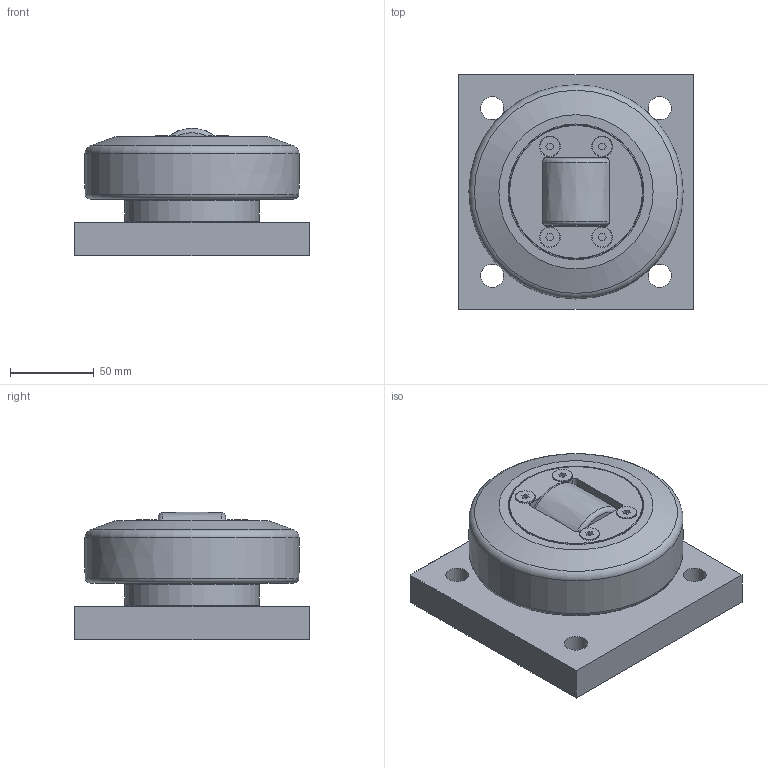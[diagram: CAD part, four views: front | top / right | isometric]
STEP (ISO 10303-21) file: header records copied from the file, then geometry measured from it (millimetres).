
FILE_DESCRIPTION(/* description */ ('-'),/* implementation_level */ '2;1');
FILE_NAME(/* name */ 'PT120-0260BQ1000.stp',/* time_stamp */ '2021-02-01T10:06:30+01:00',/* author */ ('kstaebler'),/* organization */ (''),/* preprocessor_version */ 'ST-DEVELOPER v18.1',/* originating_system */ 'Autodesk Inventor 2020',/* authorisation */ '');
FILE_SCHEMA (('AUTOMOTIVE_DESIGN { 1 0 10303 214 3 1 1 }'));
Length unit declared in the file: millimetre
Products named in the file (1): PT 120.0260 BQ1000_Kontur
Bounding box: 140 x 140 x 76 mm (x, y, z)
Volume: 807559.2 mm3; surface area: 132667 mm2
Topology: 3 solids, 3 shells, 143 faces, 423 edges, 301 vertices
Faces by surface type: plane 68, cylinder 48, cone 11, torus 9, bspline 7
Full cylindrical faces by diameter (mm): 3 x5, 4.917 x1, 11.7 x4, 13.835 x4, 22.3 x1, 29.3 x1, 33.5 x2, 69.5 x1, 71 x1, 79 x1, 79.8 x1, 80 x2, 81 x1, 84.5 x2, 87 x1, 89.5 x2, 95 x1
Entity records: 5953 total; most frequent: CARTESIAN_POINT 1768, ORIENTED_EDGE 844, DIRECTION 812, EDGE_CURVE 422, AXIS2_PLACEMENT_3D 320, VERTEX_POINT 301, EDGE_LOOP 189, CIRCLE 175
